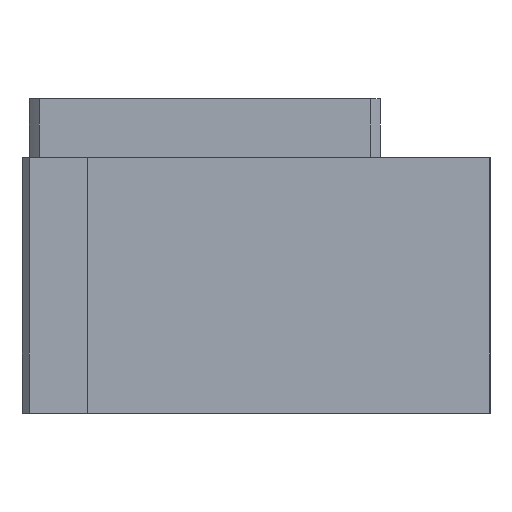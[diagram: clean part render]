
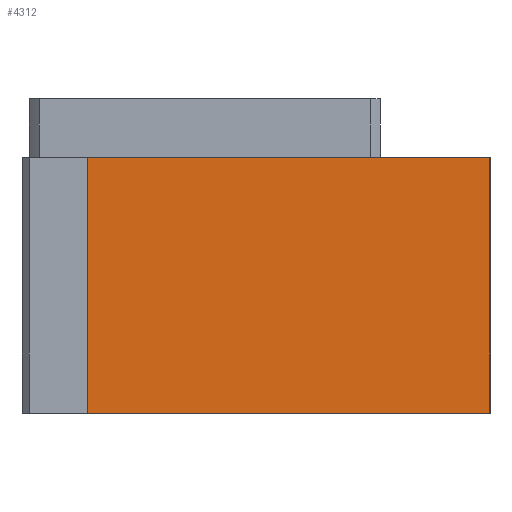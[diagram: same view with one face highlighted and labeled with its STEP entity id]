
A CAD part, left-side view. The second image highlights one B-rep face of the part: STEP entity #4312.
In plain terms, the highlighted planar face has unit normal (-1, 0, 0).
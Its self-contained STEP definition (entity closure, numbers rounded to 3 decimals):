
#28 = ORIENTED_EDGE ( 'NONE', *, *, #1006, .T. ) ;
#67 = CARTESIAN_POINT ( 'NONE',  ( -43., 16., -35. ) ) ;
#173 = CARTESIAN_POINT ( 'NONE',  ( -43., 16., -35. ) ) ;
#240 = CARTESIAN_POINT ( 'NONE',  ( -43., 16., -35. ) ) ;
#436 = CARTESIAN_POINT ( 'NONE',  ( -43., 16., 0. ) ) ;
#469 = VERTEX_POINT ( 'NONE', #2817 ) ;
#525 = PLANE ( 'NONE',  #3918 ) ;
#555 = DIRECTION ( 'NONE',  ( 0., 0., 1. ) ) ;
#617 = LINE ( 'NONE', #173, #2921 ) ;
#628 = CARTESIAN_POINT ( 'NONE',  ( -43., 16., 0. ) ) ;
#664 = EDGE_LOOP ( 'NONE', ( #1505, #2064, #3911, #28 ) ) ;
#694 = LINE ( 'NONE', #240, #1333 ) ;
#799 = VERTEX_POINT ( 'NONE', #628 ) ;
#883 = LINE ( 'NONE', #436, #907 ) ;
#907 = VECTOR ( 'NONE', #4432, 1000. ) ;
#980 = VERTEX_POINT ( 'NONE', #1113 ) ;
#999 = CARTESIAN_POINT ( 'NONE',  ( -43., -39., -35. ) ) ;
#1006 = EDGE_CURVE ( 'NONE', #4228, #980, #1460, .T. ) ;
#1113 = CARTESIAN_POINT ( 'NONE',  ( -43., -39., 0. ) ) ;
#1333 = VECTOR ( 'NONE', #4250, 1000. ) ;
#1460 = LINE ( 'NONE', #999, #2973 ) ;
#1505 = ORIENTED_EDGE ( 'NONE', *, *, #2940, .F. ) ;
#2064 = ORIENTED_EDGE ( 'NONE', *, *, #2742, .F. ) ;
#2597 = EDGE_CURVE ( 'NONE', #469, #4228, #617, .T. ) ;
#2742 = EDGE_CURVE ( 'NONE', #469, #799, #694, .T. ) ;
#2817 = CARTESIAN_POINT ( 'NONE',  ( -43., 16., -35. ) ) ;
#2921 = VECTOR ( 'NONE', #4177, 1000. ) ;
#2940 = EDGE_CURVE ( 'NONE', #799, #980, #883, .T. ) ;
#2973 = VECTOR ( 'NONE', #555, 1000. ) ;
#2987 = FACE_OUTER_BOUND ( 'NONE', #664, .T. ) ;
#3018 = CARTESIAN_POINT ( 'NONE',  ( -43., -39., -35. ) ) ;
#3622 = DIRECTION ( 'NONE',  ( 0., 0., 1. ) ) ;
#3911 = ORIENTED_EDGE ( 'NONE', *, *, #2597, .T. ) ;
#3918 = AXIS2_PLACEMENT_3D ( 'NONE', #67, #4070, #3622 ) ;
#4070 = DIRECTION ( 'NONE',  ( -1., 0., 0. ) ) ;
#4177 = DIRECTION ( 'NONE',  ( 0., -1., 0. ) ) ;
#4228 = VERTEX_POINT ( 'NONE', #3018 ) ;
#4250 = DIRECTION ( 'NONE',  ( 0., 0., 1. ) ) ;
#4312 = ADVANCED_FACE ( 'NONE', ( #2987 ), #525, .T. ) ;
#4432 = DIRECTION ( 'NONE',  ( 0., -1., 0. ) ) ;
